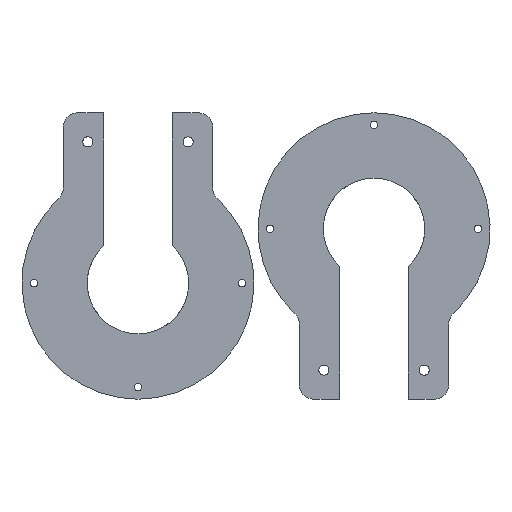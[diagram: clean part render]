
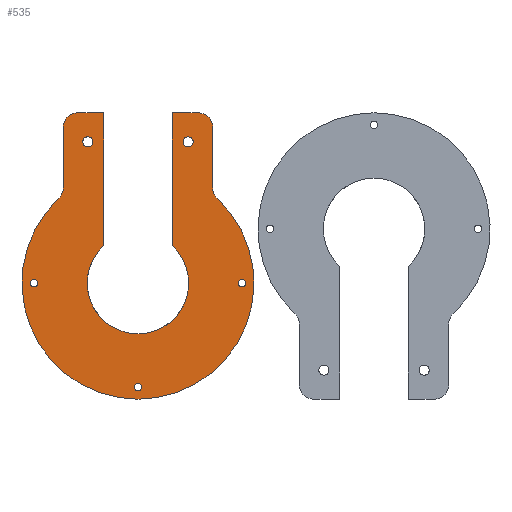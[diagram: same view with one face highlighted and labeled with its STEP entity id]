
A CAD part, front view. The second image highlights one B-rep face of the part: STEP entity #535.
In plain terms, the highlighted planar face has unit normal (0, -1, 0).
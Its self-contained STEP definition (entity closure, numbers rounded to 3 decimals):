
#28=FACE_BOUND('',#106,.T.);
#29=FACE_BOUND('',#107,.T.);
#30=FACE_BOUND('',#108,.T.);
#31=FACE_BOUND('',#109,.T.);
#32=FACE_BOUND('',#110,.T.);
#46=PLANE('',#629);
#73=FACE_OUTER_BOUND('',#105,.T.);
#105=EDGE_LOOP('',(#479,#480,#481,#482,#483,#484,#485,#486,#487,#488,#489,
#490));
#106=EDGE_LOOP('',(#491));
#107=EDGE_LOOP('',(#492));
#108=EDGE_LOOP('',(#493));
#109=EDGE_LOOP('',(#494));
#110=EDGE_LOOP('',(#495));
#116=LINE('',#813,#161);
#126=LINE('',#856,#171);
#141=LINE('',#895,#186);
#144=LINE('',#905,#189);
#150=LINE('',#930,#195);
#152=LINE('',#933,#197);
#161=VECTOR('',#649,10.);
#171=VECTOR('',#687,10.);
#186=VECTOR('',#728,10.);
#189=VECTOR('',#741,10.);
#195=VECTOR('',#769,10.);
#197=VECTOR('',#773,10.);
#202=CIRCLE('',#577,3.);
#213=CIRCLE('',#591,3.);
#215=CIRCLE('',#598,0.784);
#216=CIRCLE('',#600,0.784);
#217=CIRCLE('',#602,0.784);
#218=CIRCLE('',#604,3.);
#219=CIRCLE('',#607,3.);
#220=CIRCLE('',#609,24.);
#222=CIRCLE('',#613,1.05);
#224=CIRCLE('',#616,1.05);
#226=CIRCLE('',#619,10.5);
#232=VERTEX_POINT('',#803);
#233=VERTEX_POINT('',#805);
#235=VERTEX_POINT('',#811);
#251=VERTEX_POINT('',#847);
#252=VERTEX_POINT('',#848);
#254=VERTEX_POINT('',#855);
#261=VERTEX_POINT('',#877);
#262=VERTEX_POINT('',#881);
#263=VERTEX_POINT('',#885);
#264=VERTEX_POINT('',#889);
#265=VERTEX_POINT('',#891);
#266=VERTEX_POINT('',#897);
#267=VERTEX_POINT('',#899);
#269=VERTEX_POINT('',#909);
#271=VERTEX_POINT('',#915);
#273=VERTEX_POINT('',#921);
#274=VERTEX_POINT('',#923);
#280=EDGE_CURVE('',#232,#233,#202,.T.);
#284=EDGE_CURVE('',#235,#232,#116,.T.);
#301=EDGE_CURVE('',#251,#252,#213,.T.);
#305=EDGE_CURVE('',#252,#254,#126,.T.);
#317=EDGE_CURVE('',#261,#261,#215,.T.);
#319=EDGE_CURVE('',#262,#262,#216,.T.);
#321=EDGE_CURVE('',#263,#263,#217,.T.);
#323=EDGE_CURVE('',#264,#265,#218,.T.);
#325=EDGE_CURVE('',#264,#233,#141,.T.);
#327=EDGE_CURVE('',#266,#267,#219,.T.);
#329=EDGE_CURVE('',#266,#265,#220,.T.);
#330=EDGE_CURVE('',#251,#267,#144,.T.);
#333=EDGE_CURVE('',#269,#269,#222,.T.);
#336=EDGE_CURVE('',#271,#271,#224,.T.);
#339=EDGE_CURVE('',#274,#273,#226,.T.);
#343=EDGE_CURVE('',#273,#254,#150,.T.);
#345=EDGE_CURVE('',#235,#274,#152,.T.);
#479=ORIENTED_EDGE('',*,*,#280,.F.);
#480=ORIENTED_EDGE('',*,*,#284,.F.);
#481=ORIENTED_EDGE('',*,*,#345,.T.);
#482=ORIENTED_EDGE('',*,*,#339,.T.);
#483=ORIENTED_EDGE('',*,*,#343,.T.);
#484=ORIENTED_EDGE('',*,*,#305,.F.);
#485=ORIENTED_EDGE('',*,*,#301,.F.);
#486=ORIENTED_EDGE('',*,*,#330,.T.);
#487=ORIENTED_EDGE('',*,*,#327,.F.);
#488=ORIENTED_EDGE('',*,*,#329,.T.);
#489=ORIENTED_EDGE('',*,*,#323,.F.);
#490=ORIENTED_EDGE('',*,*,#325,.T.);
#491=ORIENTED_EDGE('',*,*,#317,.T.);
#492=ORIENTED_EDGE('',*,*,#319,.T.);
#493=ORIENTED_EDGE('',*,*,#321,.T.);
#494=ORIENTED_EDGE('',*,*,#333,.T.);
#495=ORIENTED_EDGE('',*,*,#336,.T.);
#535=ADVANCED_FACE('',(#73,#28,#29,#30,#31,#32),#46,.F.);
#577=AXIS2_PLACEMENT_3D('',#806,#642,#643);
#591=AXIS2_PLACEMENT_3D('',#849,#680,#681);
#598=AXIS2_PLACEMENT_3D('',#879,#708,#709);
#600=AXIS2_PLACEMENT_3D('',#883,#713,#714);
#602=AXIS2_PLACEMENT_3D('',#887,#718,#719);
#604=AXIS2_PLACEMENT_3D('',#892,#723,#724);
#607=AXIS2_PLACEMENT_3D('',#900,#732,#733);
#609=AXIS2_PLACEMENT_3D('',#903,#737,#738);
#613=AXIS2_PLACEMENT_3D('',#911,#747,#748);
#616=AXIS2_PLACEMENT_3D('',#917,#754,#755);
#619=AXIS2_PLACEMENT_3D('',#924,#761,#762);
#629=AXIS2_PLACEMENT_3D('',#944,#789,#790);
#642=DIRECTION('center_axis',(0.,1.,0.));
#643=DIRECTION('ref_axis',(0.707,0.,0.707));
#649=DIRECTION('',(1.,0.,0.));
#680=DIRECTION('center_axis',(0.,1.,0.));
#681=DIRECTION('ref_axis',(-0.707,0.,0.707));
#687=DIRECTION('',(1.,0.,0.));
#708=DIRECTION('center_axis',(0.,1.,0.));
#709=DIRECTION('ref_axis',(1.,0.,0.));
#713=DIRECTION('center_axis',(0.,1.,0.));
#714=DIRECTION('ref_axis',(1.,0.,0.));
#718=DIRECTION('center_axis',(0.,1.,0.));
#719=DIRECTION('ref_axis',(1.,0.,0.));
#723=DIRECTION('center_axis',(0.,-1.,0.));
#724=DIRECTION('ref_axis',(-0.918,0.,-0.398));
#728=DIRECTION('',(0.,0.,1.));
#732=DIRECTION('center_axis',(0.,-1.,0.));
#733=DIRECTION('ref_axis',(0.918,0.,-0.398));
#737=DIRECTION('center_axis',(0.,-1.,0.));
#738=DIRECTION('ref_axis',(-1.,0.,0.));
#741=DIRECTION('',(0.,0.,-1.));
#747=DIRECTION('center_axis',(0.,1.,0.));
#748=DIRECTION('ref_axis',(1.,0.,0.));
#754=DIRECTION('center_axis',(0.,1.,0.));
#755=DIRECTION('ref_axis',(1.,0.,0.));
#761=DIRECTION('center_axis',(0.,1.,0.));
#762=DIRECTION('ref_axis',(1.,0.,0.));
#769=DIRECTION('',(0.,0.,1.));
#773=DIRECTION('',(0.,0.,-1.));
#789=DIRECTION('center_axis',(0.,1.,0.));
#790=DIRECTION('ref_axis',(0.,0.,1.));
#803=CARTESIAN_POINT('',(12.465,0.,35.23));
#805=CARTESIAN_POINT('',(15.465,0.,32.23));
#806=CARTESIAN_POINT('Origin',(12.465,0.,32.23));
#811=CARTESIAN_POINT('',(7.1,0.,35.23));
#813=CARTESIAN_POINT('',(-24.,0.,35.23));
#847=CARTESIAN_POINT('',(-15.465,0.,32.23));
#848=CARTESIAN_POINT('',(-12.465,0.,35.23));
#849=CARTESIAN_POINT('Origin',(-12.465,0.,32.23));
#855=CARTESIAN_POINT('',(-7.1,0.,35.23));
#856=CARTESIAN_POINT('',(-24.,0.,35.23));
#877=CARTESIAN_POINT('',(-22.284,0.,0.));
#879=CARTESIAN_POINT('Origin',(-21.5,0.,0.));
#881=CARTESIAN_POINT('',(-0.784,0.,-21.5));
#883=CARTESIAN_POINT('Origin',(0.,0.,-21.5));
#885=CARTESIAN_POINT('',(20.717,0.,0.));
#887=CARTESIAN_POINT('Origin',(21.5,0.,0.));
#889=CARTESIAN_POINT('',(15.465,0.,19.699));
#891=CARTESIAN_POINT('',(16.413,0.,17.51));
#892=CARTESIAN_POINT('Origin',(18.465,0.,19.699));
#895=CARTESIAN_POINT('',(15.465,0.,20.423));
#897=CARTESIAN_POINT('',(-16.413,0.,17.51));
#899=CARTESIAN_POINT('',(-15.465,0.,19.699));
#900=CARTESIAN_POINT('Origin',(-18.465,0.,19.699));
#903=CARTESIAN_POINT('Origin',(0.,0.,0.));
#905=CARTESIAN_POINT('',(-15.465,0.,11.984));
#909=CARTESIAN_POINT('',(-11.415,0.,29.23));
#911=CARTESIAN_POINT('Origin',(-10.365,0.,29.23));
#915=CARTESIAN_POINT('',(9.315,0.,29.23));
#917=CARTESIAN_POINT('Origin',(10.365,0.,29.23));
#921=CARTESIAN_POINT('',(-7.1,0.,7.736));
#923=CARTESIAN_POINT('',(7.1,0.,7.736));
#924=CARTESIAN_POINT('Origin',(0.,0.,0.));
#930=CARTESIAN_POINT('',(-7.1,0.,20.423));
#933=CARTESIAN_POINT('',(7.1,0.,6.422));
#944=CARTESIAN_POINT('Origin',(0.,0.,5.615));
